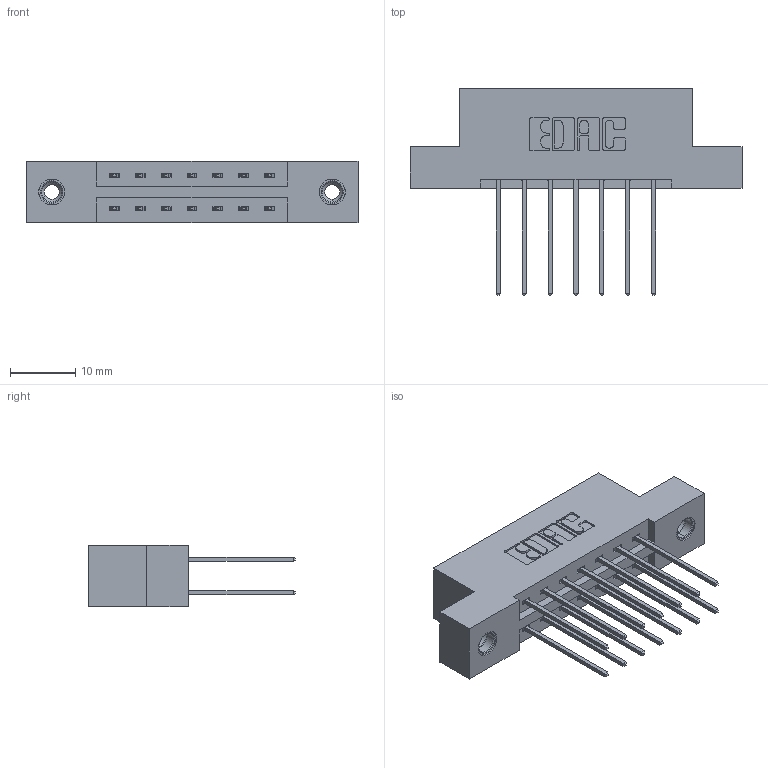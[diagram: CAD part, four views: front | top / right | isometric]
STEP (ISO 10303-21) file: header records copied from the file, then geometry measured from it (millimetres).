
FILE_DESCRIPTION (( 'STEP AP203' ), '1' );
FILE_NAME ('337-014-542-208.STEP', '2018-08-04T15:12:24', ( '' ), ( '' ), 'SwSTEP 2.0', 'SolidWorks 2016', '' );
FILE_SCHEMA (( 'CONFIG_CONTROL_DESIGN' ));
Length unit declared in the file: inch
Products named in the file (4): 345-292-001_345-293-142; 345-250-001_345-250-003-102; 337-014-542-208; 337 Part_Flush Mounting Lugs - 0.156 Dia-TI
Assembly tree (17 placements, depth 2):
  337-014-542-208
    337 Part_Flush Mounting Lugs - 0.156 Dia-TI
    345-292-001_345-293-142  x14
    345-250-001_345-250-003-102  x2
Bounding box: 50.75 x 31.63 x 9.4 mm (x, y, z)
Volume: 4941.2 mm3; surface area: 5595.4 mm2
Topology: 17 solids, 17 shells, 930 faces, 2701 edges, 1774 vertices
Faces by surface type: plane 634, cylinder 280, cone 12, torus 4
Entity records: 11158 total; most frequent: CARTESIAN_POINT 1889, ORIENTED_EDGE 1818, DIRECTION 1703, EDGE_CURVE 909, LINE 761, VECTOR 761, VERTEX_POINT 600, AXIS2_PLACEMENT_3D 471
